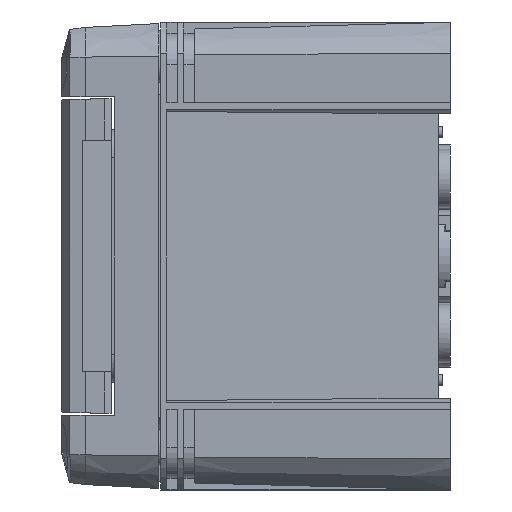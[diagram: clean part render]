
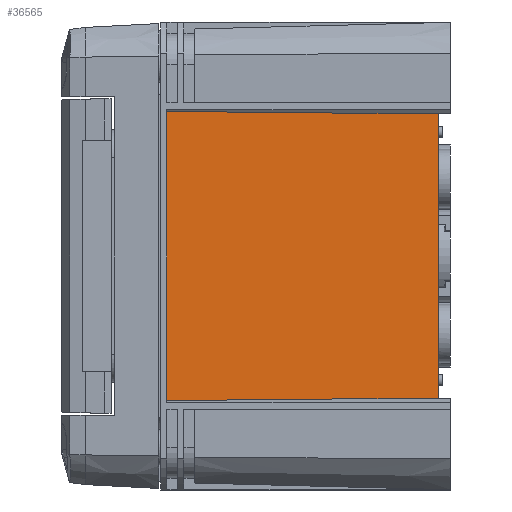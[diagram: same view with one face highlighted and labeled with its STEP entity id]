
A CAD part, left-side view. The second image highlights one B-rep face of the part: STEP entity #36565.
In plain terms, the highlighted planar face has unit normal (-1, -0.026, 0).
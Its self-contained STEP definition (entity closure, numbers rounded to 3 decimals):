
#1467 = VECTOR ( 'NONE', #26029, 1000. ) ;
#2039 = AXIS2_PLACEMENT_3D ( 'NONE', #42689, #22409, #25581 ) ;
#2300 = LINE ( 'NONE', #43374, #37983 ) ;
#7454 = VERTEX_POINT ( 'NONE', #16112 ) ;
#7741 = CARTESIAN_POINT ( 'NONE',  ( -93.788, 87.5, -47.15 ) ) ;
#7759 = ORIENTED_EDGE ( 'NONE', *, *, #15897, .T. ) ;
#11535 = CARTESIAN_POINT ( 'NONE',  ( -93.842, 89.542, -46.637 ) ) ;
#13589 = VERTEX_POINT ( 'NONE', #15617 ) ;
#13734 = FACE_OUTER_BOUND ( 'NONE', #32570, .T. ) ;
#14702 = VECTOR ( 'NONE', #27620, 1000. ) ;
#15500 = ORIENTED_EDGE ( 'NONE', *, *, #16366, .T. ) ;
#15617 = CARTESIAN_POINT ( 'NONE',  ( -93.788, 87.5, 46.618 ) ) ;
#15897 = EDGE_CURVE ( 'NONE', #22036, #29502, #2300, .T. ) ;
#16082 = ORIENTED_EDGE ( 'NONE', *, *, #47626, .T. ) ;
#16112 = CARTESIAN_POINT ( 'NONE',  ( -93.788, 87.5, -46.618 ) ) ;
#16366 = EDGE_CURVE ( 'NONE', #13589, #7454, #28037, .T. ) ;
#16419 = DIRECTION ( 'NONE',  ( 0., 0., -1. ) ) ;
#22036 = VERTEX_POINT ( 'NONE', #26838 ) ;
#22409 = DIRECTION ( 'NONE',  ( -1., -0.026, 0. ) ) ;
#23363 = DIRECTION ( 'NONE',  ( 0., 0., 1. ) ) ;
#25581 = DIRECTION ( 'NONE',  ( 0.026, -1., 0. ) ) ;
#26029 = DIRECTION ( 'NONE',  ( -0.026, 1., 0.01 ) ) ;
#26620 = PLANE ( 'NONE',  #2039 ) ;
#26838 = CARTESIAN_POINT ( 'NONE',  ( -91.497, 0., -45.784 ) ) ;
#27620 = DIRECTION ( 'NONE',  ( 0.026, -1., 0.01 ) ) ;
#28037 = LINE ( 'NONE', #7741, #48922 ) ;
#29502 = VERTEX_POINT ( 'NONE', #33064 ) ;
#32570 = EDGE_LOOP ( 'NONE', ( #16082, #7759, #45895, #15500 ) ) ;
#33064 = CARTESIAN_POINT ( 'NONE',  ( -91.497, 0., 45.784 ) ) ;
#33926 = LINE ( 'NONE', #46298, #1467 ) ;
#36565 = ADVANCED_FACE ( 'NONE', ( #13734 ), #26620, .T. ) ;
#37983 = VECTOR ( 'NONE', #23363, 1000. ) ;
#41851 = EDGE_CURVE ( 'NONE', #29502, #13589, #33926, .T. ) ;
#42689 = CARTESIAN_POINT ( 'NONE',  ( -93.841, 89.5, 0. ) ) ;
#43374 = CARTESIAN_POINT ( 'NONE',  ( -91.497, 0., 0. ) ) ;
#45895 = ORIENTED_EDGE ( 'NONE', *, *, #41851, .T. ) ;
#46298 = CARTESIAN_POINT ( 'NONE',  ( -93.842, 89.542, 46.637 ) ) ;
#47621 = LINE ( 'NONE', #11535, #14702 ) ;
#47626 = EDGE_CURVE ( 'NONE', #7454, #22036, #47621, .T. ) ;
#48922 = VECTOR ( 'NONE', #16419, 1000. ) ;
